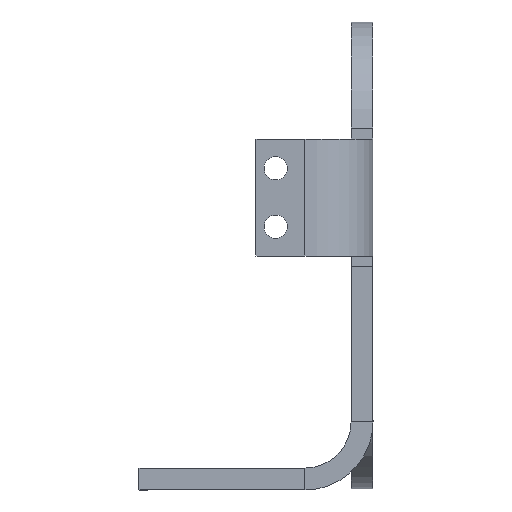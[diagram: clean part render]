
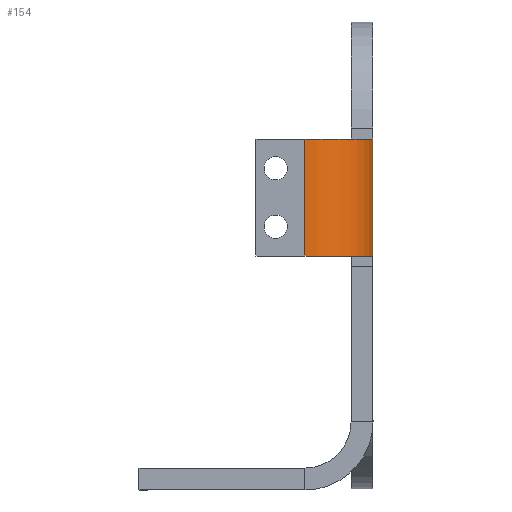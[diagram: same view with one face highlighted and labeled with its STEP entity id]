
A CAD part, left-side view. The second image highlights one B-rep face of the part: STEP entity #154.
In plain terms, the highlighted cylindrical face has radius 14.762 mm (diameter 29.525 mm), a partial arc.
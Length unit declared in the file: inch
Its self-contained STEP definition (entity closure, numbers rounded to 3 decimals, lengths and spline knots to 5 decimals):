
#94 = EDGE_CURVE ( 'NONE', #1395, #1299, #268, .T. ) ;
#154 = ADVANCED_FACE ( 'NONE', ( #438 ), #752, .T. ) ;
#168 = EDGE_CURVE ( 'NONE', #2016, #1395, #1587, .T. ) ;
#193 = AXIS2_PLACEMENT_3D ( 'NONE', #500, #1199, #553 ) ;
#268 = LINE ( 'NONE', #818, #1339 ) ;
#269 = CARTESIAN_POINT ( 'NONE',  ( -3.75, 0.4562, 0.99999 ) ) ;
#278 = CARTESIAN_POINT ( 'NONE',  ( -3.75, 0.4562, -0.00001 ) ) ;
#355 = DIRECTION ( 'NONE',  ( 1., 0., 0. ) ) ;
#409 = ORIENTED_EDGE ( 'NONE', *, *, #975, .F. ) ;
#438 = FACE_OUTER_BOUND ( 'NONE', #716, .T. ) ;
#447 = DIRECTION ( 'NONE',  ( 0., 0., -1. ) ) ;
#489 = ORIENTED_EDGE ( 'NONE', *, *, #168, .F. ) ;
#500 = CARTESIAN_POINT ( 'NONE',  ( -3.1688, 0.4562, 0.99999 ) ) ;
#524 = AXIS2_PLACEMENT_3D ( 'NONE', #1894, #844, #355 ) ;
#553 = DIRECTION ( 'NONE',  ( -1., 0., 0. ) ) ;
#624 = DIRECTION ( 'NONE',  ( 0., 0., -1. ) ) ;
#716 = EDGE_LOOP ( 'NONE', ( #1372, #489, #1633, #409 ) ) ;
#734 = CIRCLE ( 'NONE', #1129, 0.5812 ) ;
#752 = CYLINDRICAL_SURFACE ( 'NONE', #193, 0.5812 ) ;
#772 = CARTESIAN_POINT ( 'NONE',  ( -3.75, 0.4562, -0.00001 ) ) ;
#786 = LINE ( 'NONE', #278, #1025 ) ;
#818 = CARTESIAN_POINT ( 'NONE',  ( -3.1688, -0.125, 0.99999 ) ) ;
#844 = DIRECTION ( 'NONE',  ( 0., 0., 1. ) ) ;
#891 = EDGE_CURVE ( 'NONE', #2016, #978, #786, .T. ) ;
#975 = EDGE_CURVE ( 'NONE', #1299, #978, #734, .T. ) ;
#978 = VERTEX_POINT ( 'NONE', #772 ) ;
#1025 = VECTOR ( 'NONE', #624, 39.37008 ) ;
#1129 = AXIS2_PLACEMENT_3D ( 'NONE', #1465, #447, #1800 ) ;
#1199 = DIRECTION ( 'NONE',  ( 0., 0., 1. ) ) ;
#1299 = VERTEX_POINT ( 'NONE', #1681 ) ;
#1331 = DIRECTION ( 'NONE',  ( 0., 0., -1. ) ) ;
#1339 = VECTOR ( 'NONE', #1331, 39.37008 ) ;
#1372 = ORIENTED_EDGE ( 'NONE', *, *, #94, .F. ) ;
#1395 = VERTEX_POINT ( 'NONE', #1875 ) ;
#1465 = CARTESIAN_POINT ( 'NONE',  ( -3.1688, 0.4562, -0.00001 ) ) ;
#1587 = CIRCLE ( 'NONE', #524, 0.5812 ) ;
#1633 = ORIENTED_EDGE ( 'NONE', *, *, #891, .T. ) ;
#1681 = CARTESIAN_POINT ( 'NONE',  ( -3.1688, -0.125, -0.00001 ) ) ;
#1800 = DIRECTION ( 'NONE',  ( 1., 0., 0. ) ) ;
#1875 = CARTESIAN_POINT ( 'NONE',  ( -3.1688, -0.125, 0.99999 ) ) ;
#1894 = CARTESIAN_POINT ( 'NONE',  ( -3.1688, 0.4562, 0.99999 ) ) ;
#2016 = VERTEX_POINT ( 'NONE', #269 ) ;
